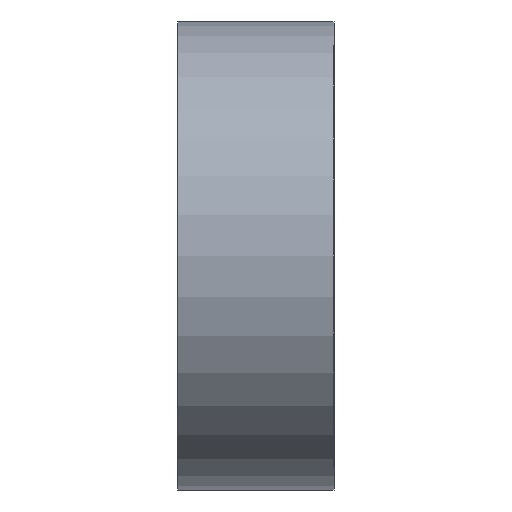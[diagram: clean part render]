
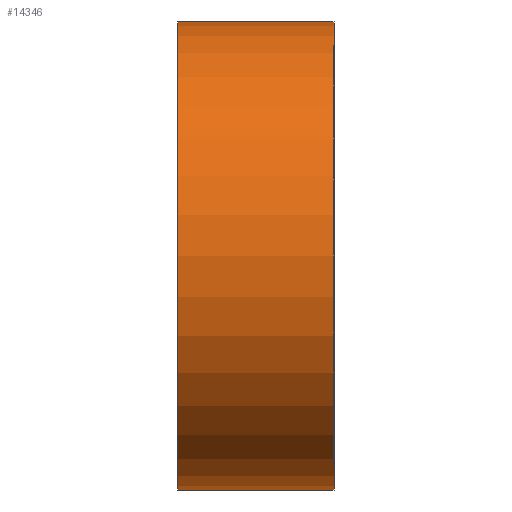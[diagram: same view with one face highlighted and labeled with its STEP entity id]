
A CAD part, left-side view. The second image highlights one B-rep face of the part: STEP entity #14346.
In plain terms, the highlighted cylindrical face has radius 38.1 mm (diameter 76.2 mm), a partial arc.
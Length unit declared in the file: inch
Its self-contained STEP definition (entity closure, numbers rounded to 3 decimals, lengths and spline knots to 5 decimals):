
#418 = VERTEX_POINT ( 'NONE', #16366 ) ;
#482 = CIRCLE ( 'NONE', #874, 1.5 ) ;
#580 = CARTESIAN_POINT ( 'NONE',  ( -4.67506, 1., -1.5 ) ) ;
#874 = AXIS2_PLACEMENT_3D ( 'NONE', #14077, #6245, #15386 ) ;
#1355 = CARTESIAN_POINT ( 'NONE',  ( -4.67506, 1., 1.5 ) ) ;
#1475 = VECTOR ( 'NONE', #8334, 39.37008 ) ;
#2609 = EDGE_CURVE ( 'NONE', #13959, #8279, #11824, .T. ) ;
#2681 = AXIS2_PLACEMENT_3D ( 'NONE', #11259, #4787, #15155 ) ;
#2753 = DIRECTION ( 'NONE',  ( 0., 1., 0. ) ) ;
#4102 = EDGE_LOOP ( 'NONE', ( #13999, #6376, #8042, #8324 ) ) ;
#4787 = DIRECTION ( 'NONE',  ( 0., -1., 0. ) ) ;
#5451 = EDGE_CURVE ( 'NONE', #16096, #13959, #13980, .T. ) ;
#6187 = FACE_OUTER_BOUND ( 'NONE', #4102, .T. ) ;
#6245 = DIRECTION ( 'NONE',  ( 0., 1., 0. ) ) ;
#6376 = ORIENTED_EDGE ( 'NONE', *, *, #2609, .F. ) ;
#6707 = EDGE_CURVE ( 'NONE', #418, #8279, #482, .T. ) ;
#7023 = CARTESIAN_POINT ( 'NONE',  ( -4.67506, 1., 1.5 ) ) ;
#8042 = ORIENTED_EDGE ( 'NONE', *, *, #5451, .F. ) ;
#8279 = VERTEX_POINT ( 'NONE', #12876 ) ;
#8324 = ORIENTED_EDGE ( 'NONE', *, *, #12075, .T. ) ;
#8334 = DIRECTION ( 'NONE',  ( 0., -1., 0. ) ) ;
#9220 = CYLINDRICAL_SURFACE ( 'NONE', #2681, 1.5 ) ;
#10537 = CARTESIAN_POINT ( 'NONE',  ( -4.67506, 1., 0. ) ) ;
#10741 = LINE ( 'NONE', #580, #13798 ) ;
#11259 = CARTESIAN_POINT ( 'NONE',  ( -4.67506, 1., 0. ) ) ;
#11351 = CARTESIAN_POINT ( 'NONE',  ( -4.67506, 1., -1.5 ) ) ;
#11824 = LINE ( 'NONE', #7023, #1475 ) ;
#11834 = DIRECTION ( 'NONE',  ( 0., 0., 1. ) ) ;
#12075 = EDGE_CURVE ( 'NONE', #16096, #418, #10741, .T. ) ;
#12348 = DIRECTION ( 'NONE',  ( 0., -1., 0. ) ) ;
#12876 = CARTESIAN_POINT ( 'NONE',  ( -4.67506, 0., 1.5 ) ) ;
#13798 = VECTOR ( 'NONE', #12348, 39.37008 ) ;
#13959 = VERTEX_POINT ( 'NONE', #1355 ) ;
#13980 = CIRCLE ( 'NONE', #15905, 1.5 ) ;
#13999 = ORIENTED_EDGE ( 'NONE', *, *, #6707, .T. ) ;
#14077 = CARTESIAN_POINT ( 'NONE',  ( -4.67506, 0., 0. ) ) ;
#14346 = ADVANCED_FACE ( 'NONE', ( #6187 ), #9220, .T. ) ;
#15155 = DIRECTION ( 'NONE',  ( 0., 0., -1. ) ) ;
#15386 = DIRECTION ( 'NONE',  ( 0., 0., 1. ) ) ;
#15905 = AXIS2_PLACEMENT_3D ( 'NONE', #10537, #2753, #11834 ) ;
#16096 = VERTEX_POINT ( 'NONE', #11351 ) ;
#16366 = CARTESIAN_POINT ( 'NONE',  ( -4.67506, 0., -1.5 ) ) ;
